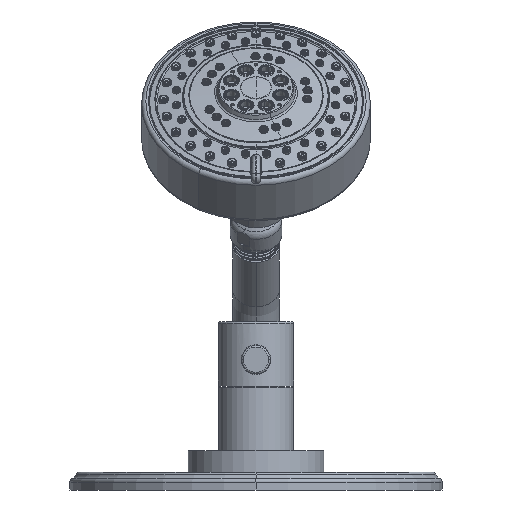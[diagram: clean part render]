
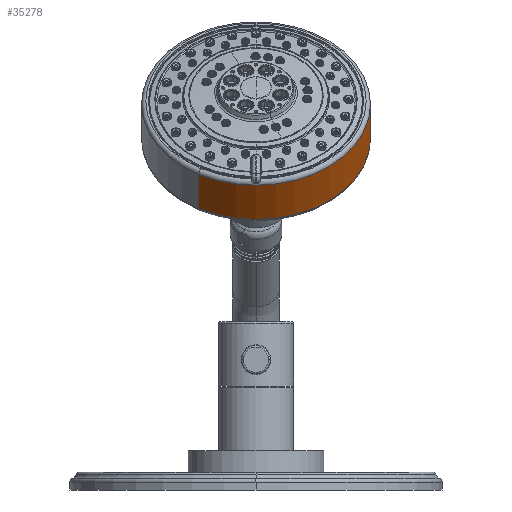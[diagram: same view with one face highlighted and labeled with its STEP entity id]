
A CAD part, front view. The second image highlights one B-rep face of the part: STEP entity #35278.
In plain terms, the highlighted cylindrical face has radius 50.8 mm (diameter 101.6 mm), a partial arc.
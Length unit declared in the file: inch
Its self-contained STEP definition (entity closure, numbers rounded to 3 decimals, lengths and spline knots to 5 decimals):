
#11657=CARTESIAN_POINT('',(0.,8.23764,6.73723));
#11658=DIRECTION('',(0.,0.707,-0.707));
#11659=DIRECTION('',(0.5,0.612,0.612));
#11660=AXIS2_PLACEMENT_3D('',#11657,#11658,#11659);
#11662=CARTESIAN_POINT('',(0.,8.8345,6.14038));
#11663=DIRECTION('',(0.,-0.707,0.707));
#11664=DIRECTION('',(-0.5,-0.612,-0.612));
#11665=AXIS2_PLACEMENT_3D('',#11662,#11663,#11664);
#11672=DIRECTION('',(0.,-0.707,0.707));
#11673=VECTOR('',#11672,0.84408);
#11674=CARTESIAN_POINT('',(-1.,7.60975,4.91563));
#11675=LINE('',#11674,#11673);
#11681=DIRECTION('',(0.,-0.707,0.707));
#11682=VECTOR('',#11681,0.84408);
#11683=CARTESIAN_POINT('',(1.,10.05924,7.36512));
#11684=LINE('',#11683,#11682);
#32562=CARTESIAN_POINT('',(-1.,7.60975,4.91563));
#32564=VERTEX_POINT('',#32562);
#32566=CARTESIAN_POINT('',(1.,10.05924,7.36512));
#32568=VERTEX_POINT('',#32566);
#32581=CARTESIAN_POINT('',(1.,9.46239,7.96198));
#32582=CARTESIAN_POINT('',(-1.,7.0129,5.51249));
#32583=VERTEX_POINT('',#32581);
#32584=VERTEX_POINT('',#32582);
#35264=CARTESIAN_POINT('',(0.,9.38823,5.58664));
#35265=DIRECTION('',(0.,-0.707,0.707));
#35266=DIRECTION('',(-0.5,-0.612,-0.612));
#35267=AXIS2_PLACEMENT_3D('',#35264,#35265,#35266);
#35268=CYLINDRICAL_SURFACE('',#35267,2.);
#35269=ORIENTED_EDGE('',*,*,#35254,.F.);
#35271=ORIENTED_EDGE('',*,*,#35270,.F.);
#35273=ORIENTED_EDGE('',*,*,#35272,.F.);
#35275=ORIENTED_EDGE('',*,*,#35274,.T.);
#35276=EDGE_LOOP('',(#35269,#35271,#35273,#35275));
#35277=FACE_OUTER_BOUND('',#35276,.F.);
#35278=ADVANCED_FACE('',(#35277),#35268,.T.);
#11661=CIRCLE('',#11660,2.);
#11666=CIRCLE('',#11665,2.);
#35254=EDGE_CURVE('',#32583,#32584,#11661,.T.);
#35270=EDGE_CURVE('',#32568,#32583,#11684,.T.);
#35272=EDGE_CURVE('',#32564,#32568,#11666,.T.);
#35274=EDGE_CURVE('',#32564,#32584,#11675,.T.);
